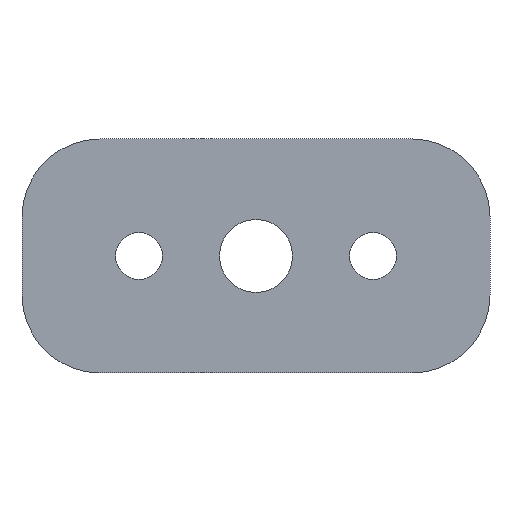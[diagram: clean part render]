
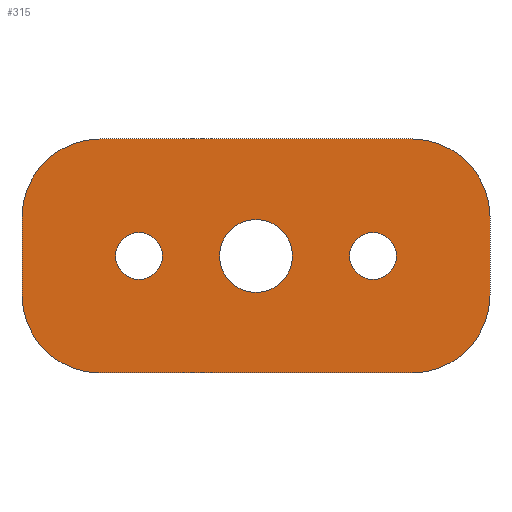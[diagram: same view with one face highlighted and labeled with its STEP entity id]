
A CAD part, front view. The second image highlights one B-rep face of the part: STEP entity #315.
In plain terms, the highlighted planar face has unit normal (0, -1, 0).
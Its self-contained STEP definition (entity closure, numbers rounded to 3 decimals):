
#45 = DIRECTION ( 'NONE',  ( 0., 0., 1. ) ) ;
#46 = DIRECTION ( 'NONE',  ( 0., 1., 0. ) ) ;
#47 = CARTESIAN_POINT ( 'NONE',  ( -30., 0., -7.5 ) ) ;
#65 = CARTESIAN_POINT ( 'NONE',  ( 0., 0., -7. ) ) ;
#67 = CARTESIAN_POINT ( 'NONE',  ( -22.5, 0., 4.5 ) ) ;
#72 = CARTESIAN_POINT ( 'NONE',  ( 0., 0., 7. ) ) ;
#75 = CARTESIAN_POINT ( 'NONE',  ( -30., 0., 22.5 ) ) ;
#77 = ORIENTED_EDGE ( 'NONE', *, *, #351, .T. ) ;
#78 = ORIENTED_EDGE ( 'NONE', *, *, #334, .T. ) ;
#83 = ORIENTED_EDGE ( 'NONE', *, *, #355, .T. ) ;
#84 = CARTESIAN_POINT ( 'NONE',  ( 22.5, 0., 4.5 ) ) ;
#85 = ORIENTED_EDGE ( 'NONE', *, *, #366, .T. ) ;
#86 = CARTESIAN_POINT ( 'NONE',  ( 45., 0., -7.5 ) ) ;
#87 = CARTESIAN_POINT ( 'NONE',  ( -22.5, 0., -4.5 ) ) ;
#90 = ORIENTED_EDGE ( 'NONE', *, *, #356, .T. ) ;
#91 = CARTESIAN_POINT ( 'NONE',  ( 30., 0., 22.5 ) ) ;
#92 = ORIENTED_EDGE ( 'NONE', *, *, #346, .T. ) ;
#96 = CARTESIAN_POINT ( 'NONE',  ( -45., 0., 7.5 ) ) ;
#97 = ORIENTED_EDGE ( 'NONE', *, *, #282, .F. ) ;
#98 = ORIENTED_EDGE ( 'NONE', *, *, #329, .F. ) ;
#99 = CARTESIAN_POINT ( 'NONE',  ( 45., 0., 7.5 ) ) ;
#102 = ORIENTED_EDGE ( 'NONE', *, *, #326, .F. ) ;
#103 = ORIENTED_EDGE ( 'NONE', *, *, #369, .F. ) ;
#106 = CARTESIAN_POINT ( 'NONE',  ( -45., 0., -7.5 ) ) ;
#107 = CARTESIAN_POINT ( 'NONE',  ( 30., 0., -22.5 ) ) ;
#109 = ORIENTED_EDGE ( 'NONE', *, *, #374, .F. ) ;
#110 = CARTESIAN_POINT ( 'NONE',  ( 22.5, 0., -4.5 ) ) ;
#112 = ORIENTED_EDGE ( 'NONE', *, *, #370, .F. ) ;
#117 = ORIENTED_EDGE ( 'NONE', *, *, #352, .F. ) ;
#120 = VERTEX_POINT ( 'NONE', #277 ) ;
#122 = ORIENTED_EDGE ( 'NONE', *, *, #336, .F. ) ;
#125 = VERTEX_POINT ( 'NONE', #107 ) ;
#126 = VERTEX_POINT ( 'NONE', #106 ) ;
#130 = VERTEX_POINT ( 'NONE', #110 ) ;
#132 = VERTEX_POINT ( 'NONE', #99 ) ;
#133 = VERTEX_POINT ( 'NONE', #96 ) ;
#138 = VERTEX_POINT ( 'NONE', #91 ) ;
#150 = VERTEX_POINT ( 'NONE', #86 ) ;
#151 = VERTEX_POINT ( 'NONE', #84 ) ;
#159 = VERTEX_POINT ( 'NONE', #75 ) ;
#161 = VERTEX_POINT ( 'NONE', #87 ) ;
#172 = VERTEX_POINT ( 'NONE', #72 ) ;
#173 = VERTEX_POINT ( 'NONE', #65 ) ;
#175 = VERTEX_POINT ( 'NONE', #67 ) ;
#252 = EDGE_LOOP ( 'NONE', ( #83, #85 ) ) ;
#257 = EDGE_LOOP ( 'NONE', ( #77, #78 ) ) ;
#258 = EDGE_LOOP ( 'NONE', ( #90, #92 ) ) ;
#259 = EDGE_LOOP ( 'NONE', ( #97, #98, #102, #103, #109, #112, #117, #122 ) ) ;
#277 = CARTESIAN_POINT ( 'NONE',  ( -30., 0., -22.5 ) ) ;
#282 = EDGE_CURVE ( 'NONE', #120, #126, #650, .T. ) ;
#315 = ADVANCED_FACE ( 'NONE', ( #807, #813, #804, #803 ), #802, .F. ) ;
#326 = EDGE_CURVE ( 'NONE', #150, #125, #614, .T. ) ;
#329 = EDGE_CURVE ( 'NONE', #125, #120, #748, .T. ) ;
#334 = EDGE_CURVE ( 'NONE', #173, #172, #602, .T. ) ;
#336 = EDGE_CURVE ( 'NONE', #126, #133, #728, .T. ) ;
#346 = EDGE_CURVE ( 'NONE', #130, #151, #580, .T. ) ;
#351 = EDGE_CURVE ( 'NONE', #172, #173, #576, .T. ) ;
#352 = EDGE_CURVE ( 'NONE', #133, #159, #570, .T. ) ;
#355 = EDGE_CURVE ( 'NONE', #175, #161, #565, .T. ) ;
#356 = EDGE_CURVE ( 'NONE', #151, #130, #566, .T. ) ;
#366 = EDGE_CURVE ( 'NONE', #161, #175, #544, .T. ) ;
#369 = EDGE_CURVE ( 'NONE', #132, #150, #496, .T. ) ;
#370 = EDGE_CURVE ( 'NONE', #159, #138, #463, .T. ) ;
#374 = EDGE_CURVE ( 'NONE', #138, #132, #533, .T. ) ;
#446 = DIRECTION ( 'NONE',  ( 0., 0., 1. ) ) ;
#447 = CARTESIAN_POINT ( 'NONE',  ( 30., 0., 7.5 ) ) ;
#457 = DIRECTION ( 'NONE',  ( 0., 0., -1. ) ) ;
#460 = CARTESIAN_POINT ( 'NONE',  ( -30., 0., 22.5 ) ) ;
#462 = DIRECTION ( 'NONE',  ( 1., 0., 0. ) ) ;
#463 = LINE ( 'NONE', #460, #539 ) ;
#464 = CARTESIAN_POINT ( 'NONE',  ( 45., 0., -7.5 ) ) ;
#468 = DIRECTION ( 'NONE',  ( 0., 0., 1. ) ) ;
#469 = DIRECTION ( 'NONE',  ( 0., 1., 0. ) ) ;
#470 = CARTESIAN_POINT ( 'NONE',  ( -22.5, 0., 0. ) ) ;
#482 = DIRECTION ( 'NONE',  ( 0., 1., 0. ) ) ;
#491 = DIRECTION ( 'NONE',  ( 0., 1., 0. ) ) ;
#496 = LINE ( 'NONE', #464, #546 ) ;
#503 = CARTESIAN_POINT ( 'NONE',  ( 22.5, 0., 0. ) ) ;
#505 = DIRECTION ( 'NONE',  ( 0., 0., 1. ) ) ;
#531 = AXIS2_PLACEMENT_3D ( 'NONE', #447, #482, #446 ) ;
#533 = CIRCLE ( 'NONE', #531, 15. ) ;
#539 = VECTOR ( 'NONE', #462, 1000. ) ;
#542 = AXIS2_PLACEMENT_3D ( 'NONE', #470, #469, #468 ) ;
#544 = CIRCLE ( 'NONE', #542, 4.5 ) ;
#546 = VECTOR ( 'NONE', #457, 1000. ) ;
#561 = AXIS2_PLACEMENT_3D ( 'NONE', #503, #491, #505 ) ;
#563 = AXIS2_PLACEMENT_3D ( 'NONE', #858, #857, #856 ) ;
#565 = CIRCLE ( 'NONE', #563, 4.5 ) ;
#566 = CIRCLE ( 'NONE', #561, 4.5 ) ;
#567 = AXIS2_PLACEMENT_3D ( 'NONE', #659, #658, #657 ) ;
#569 = AXIS2_PLACEMENT_3D ( 'NONE', #668, #667, #666 ) ;
#570 = CIRCLE ( 'NONE', #567, 15. ) ;
#576 = CIRCLE ( 'NONE', #569, 7. ) ;
#577 = AXIS2_PLACEMENT_3D ( 'NONE', #689, #688, #687 ) ;
#580 = CIRCLE ( 'NONE', #577, 4.5 ) ;
#595 = AXIS2_PLACEMENT_3D ( 'NONE', #726, #725, #724 ) ;
#596 = VECTOR ( 'NONE', #720, 1000. ) ;
#602 = CIRCLE ( 'NONE', #595, 7. ) ;
#605 = VECTOR ( 'NONE', #742, 1000. ) ;
#614 = CIRCLE ( 'NONE', #631, 15. ) ;
#619 = AXIS2_PLACEMENT_3D ( 'NONE', #806, #816, #801 ) ;
#631 = AXIS2_PLACEMENT_3D ( 'NONE', #751, #750, #749 ) ;
#640 = AXIS2_PLACEMENT_3D ( 'NONE', #47, #46, #45 ) ;
#650 = CIRCLE ( 'NONE', #640, 15. ) ;
#657 = DIRECTION ( 'NONE',  ( 0., 0., 1. ) ) ;
#658 = DIRECTION ( 'NONE',  ( 0., 1., 0. ) ) ;
#659 = CARTESIAN_POINT ( 'NONE',  ( -30., 0., 7.5 ) ) ;
#666 = DIRECTION ( 'NONE',  ( 0., 0., 1. ) ) ;
#667 = DIRECTION ( 'NONE',  ( 0., 1., 0. ) ) ;
#668 = CARTESIAN_POINT ( 'NONE',  ( 0., 0., 0. ) ) ;
#687 = DIRECTION ( 'NONE',  ( 0., 0., 1. ) ) ;
#688 = DIRECTION ( 'NONE',  ( 0., 1., 0. ) ) ;
#689 = CARTESIAN_POINT ( 'NONE',  ( 22.5, 0., 0. ) ) ;
#720 = DIRECTION ( 'NONE',  ( 0., 0., 1. ) ) ;
#721 = CARTESIAN_POINT ( 'NONE',  ( -45., 0., -7.5 ) ) ;
#724 = DIRECTION ( 'NONE',  ( 0., 0., 1. ) ) ;
#725 = DIRECTION ( 'NONE',  ( 0., 1., 0. ) ) ;
#726 = CARTESIAN_POINT ( 'NONE',  ( 0., 0., 0. ) ) ;
#728 = LINE ( 'NONE', #721, #596 ) ;
#742 = DIRECTION ( 'NONE',  ( -1., 0., 0. ) ) ;
#748 = LINE ( 'NONE', #759, #605 ) ;
#749 = DIRECTION ( 'NONE',  ( 0., 0., 1. ) ) ;
#750 = DIRECTION ( 'NONE',  ( 0., 1., 0. ) ) ;
#751 = CARTESIAN_POINT ( 'NONE',  ( 30., 0., -7.5 ) ) ;
#759 = CARTESIAN_POINT ( 'NONE',  ( -30., 0., -22.5 ) ) ;
#801 = DIRECTION ( 'NONE',  ( 0., 0., 1. ) ) ;
#802 = PLANE ( 'NONE',  #619 ) ;
#803 = FACE_OUTER_BOUND ( 'NONE', #259, .T. ) ;
#804 = FACE_BOUND ( 'NONE', #258, .T. ) ;
#806 = CARTESIAN_POINT ( 'NONE',  ( -30., 0., -7.5 ) ) ;
#807 = FACE_BOUND ( 'NONE', #257, .T. ) ;
#813 = FACE_BOUND ( 'NONE', #252, .T. ) ;
#816 = DIRECTION ( 'NONE',  ( 0., 1., 0. ) ) ;
#856 = DIRECTION ( 'NONE',  ( 0., 0., 1. ) ) ;
#857 = DIRECTION ( 'NONE',  ( 0., 1., 0. ) ) ;
#858 = CARTESIAN_POINT ( 'NONE',  ( -22.5, 0., 0. ) ) ;
